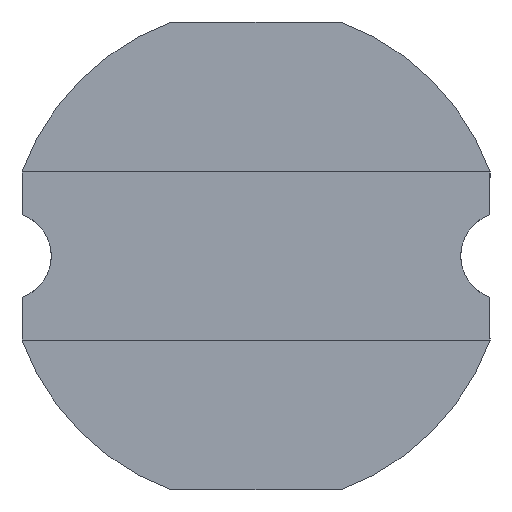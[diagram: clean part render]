
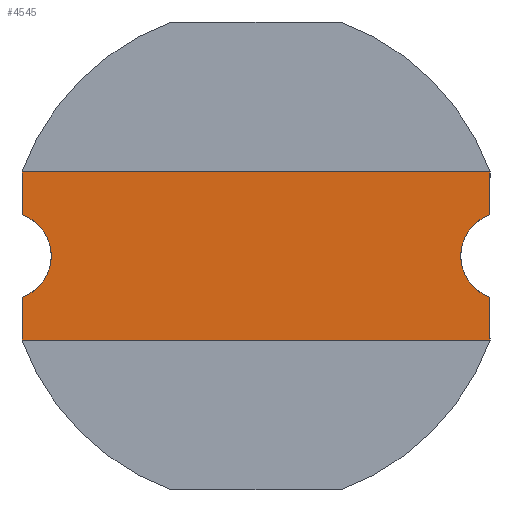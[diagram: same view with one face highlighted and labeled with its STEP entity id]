
A CAD part, front view. The second image highlights one B-rep face of the part: STEP entity #4545.
In plain terms, the highlighted planar face has unit normal (0, -1, 0).
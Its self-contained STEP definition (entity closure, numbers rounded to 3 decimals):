
#46 = FACE_OUTER_BOUND ( 'NONE', #3027, .T. ) ;
#136 = VERTEX_POINT ( 'NONE', #2215 ) ;
#188 = ORIENTED_EDGE ( 'NONE', *, *, #939, .F. ) ;
#221 = CARTESIAN_POINT ( 'NONE',  ( -4., 0., 1.436 ) ) ;
#263 = ORIENTED_EDGE ( 'NONE', *, *, #2126, .F. ) ;
#324 = CARTESIAN_POINT ( 'NONE',  ( -4., 0., -0.707 ) ) ;
#356 = CARTESIAN_POINT ( 'NONE',  ( -4.25, 0., 0. ) ) ;
#393 = ORIENTED_EDGE ( 'NONE', *, *, #964, .F. ) ;
#442 = CARTESIAN_POINT ( 'NONE',  ( 4., 0., 0.707 ) ) ;
#939 = EDGE_CURVE ( 'NONE', #1174, #4024, #2415, .T. ) ;
#964 = EDGE_CURVE ( 'NONE', #1343, #4596, #3471, .T. ) ;
#966 = VECTOR ( 'NONE', #2731, 1000. ) ;
#1015 = LINE ( 'NONE', #221, #1628 ) ;
#1042 = VECTOR ( 'NONE', #1524, 1000. ) ;
#1046 = AXIS2_PLACEMENT_3D ( 'NONE', #4369, #2828, #4828 ) ;
#1174 = VERTEX_POINT ( 'NONE', #324 ) ;
#1343 = VERTEX_POINT ( 'NONE', #3203 ) ;
#1450 = LINE ( 'NONE', #1555, #1042 ) ;
#1524 = DIRECTION ( 'NONE',  ( -1., 0., 0. ) ) ;
#1529 = DIRECTION ( 'NONE',  ( 0., 0., 1. ) ) ;
#1555 = CARTESIAN_POINT ( 'NONE',  ( -4., 0., -1.436 ) ) ;
#1559 = DIRECTION ( 'NONE',  ( 0., 1., 0. ) ) ;
#1611 = DIRECTION ( 'NONE',  ( 0., 0., 1. ) ) ;
#1628 = VECTOR ( 'NONE', #2568, 1000. ) ;
#1944 = ORIENTED_EDGE ( 'NONE', *, *, #3913, .F. ) ;
#1987 = CARTESIAN_POINT ( 'NONE',  ( -4., 0., 0.707 ) ) ;
#2126 = EDGE_CURVE ( 'NONE', #136, #3282, #1450, .T. ) ;
#2215 = CARTESIAN_POINT ( 'NONE',  ( 4., 0., -1.436 ) ) ;
#2261 = AXIS2_PLACEMENT_3D ( 'NONE', #356, #2675, #1529 ) ;
#2368 = DIRECTION ( 'NONE',  ( 0., 0., 1. ) ) ;
#2371 = LINE ( 'NONE', #3946, #2595 ) ;
#2415 = CIRCLE ( 'NONE', #2261, 0.75 ) ;
#2568 = DIRECTION ( 'NONE',  ( 1., 0., 0. ) ) ;
#2583 = ORIENTED_EDGE ( 'NONE', *, *, #3029, .F. ) ;
#2595 = VECTOR ( 'NONE', #1611, 1000. ) ;
#2675 = DIRECTION ( 'NONE',  ( 0., -1., 0. ) ) ;
#2731 = DIRECTION ( 'NONE',  ( 0., 0., 1. ) ) ;
#2828 = DIRECTION ( 'NONE',  ( 0., -1., 0. ) ) ;
#3027 = EDGE_LOOP ( 'NONE', ( #263, #2583, #5027, #393, #3666, #4160, #188, #1944 ) ) ;
#3029 = EDGE_CURVE ( 'NONE', #4651, #136, #3500, .T. ) ;
#3087 = EDGE_CURVE ( 'NONE', #4024, #3375, #3116, .T. ) ;
#3116 = LINE ( 'NONE', #1987, #966 ) ;
#3184 = EDGE_CURVE ( 'NONE', #4596, #4651, #3332, .T. ) ;
#3203 = CARTESIAN_POINT ( 'NONE',  ( 4., 0., 1.436 ) ) ;
#3282 = VERTEX_POINT ( 'NONE', #4982 ) ;
#3332 = CIRCLE ( 'NONE', #1046, 0.75 ) ;
#3339 = AXIS2_PLACEMENT_3D ( 'NONE', #3525, #1559, #2368 ) ;
#3375 = VERTEX_POINT ( 'NONE', #4124 ) ;
#3471 = LINE ( 'NONE', #4731, #4144 ) ;
#3500 = LINE ( 'NONE', #5066, #4970 ) ;
#3525 = CARTESIAN_POINT ( 'NONE',  ( 0., 0., 0. ) ) ;
#3599 = CARTESIAN_POINT ( 'NONE',  ( -4., 0., 0.707 ) ) ;
#3666 = ORIENTED_EDGE ( 'NONE', *, *, #4810, .F. ) ;
#3913 = EDGE_CURVE ( 'NONE', #3282, #1174, #2371, .T. ) ;
#3916 = DIRECTION ( 'NONE',  ( 0., 0., -1. ) ) ;
#3946 = CARTESIAN_POINT ( 'NONE',  ( -4., 0., -1.436 ) ) ;
#4024 = VERTEX_POINT ( 'NONE', #3599 ) ;
#4124 = CARTESIAN_POINT ( 'NONE',  ( -4., 0., 1.436 ) ) ;
#4144 = VECTOR ( 'NONE', #5032, 1000. ) ;
#4160 = ORIENTED_EDGE ( 'NONE', *, *, #3087, .F. ) ;
#4369 = CARTESIAN_POINT ( 'NONE',  ( 4.25, 0., 0. ) ) ;
#4545 = ADVANCED_FACE ( 'NONE', ( #46 ), #4684, .F. ) ;
#4596 = VERTEX_POINT ( 'NONE', #442 ) ;
#4651 = VERTEX_POINT ( 'NONE', #4734 ) ;
#4684 = PLANE ( 'NONE',  #3339 ) ;
#4731 = CARTESIAN_POINT ( 'NONE',  ( 4., 0., 0.707 ) ) ;
#4734 = CARTESIAN_POINT ( 'NONE',  ( 4., 0., -0.707 ) ) ;
#4810 = EDGE_CURVE ( 'NONE', #3375, #1343, #1015, .T. ) ;
#4828 = DIRECTION ( 'NONE',  ( 0., 0., 1. ) ) ;
#4970 = VECTOR ( 'NONE', #3916, 1000. ) ;
#4982 = CARTESIAN_POINT ( 'NONE',  ( -4., 0., -1.436 ) ) ;
#5027 = ORIENTED_EDGE ( 'NONE', *, *, #3184, .F. ) ;
#5032 = DIRECTION ( 'NONE',  ( 0., 0., -1. ) ) ;
#5066 = CARTESIAN_POINT ( 'NONE',  ( 4., 0., -1.436 ) ) ;
